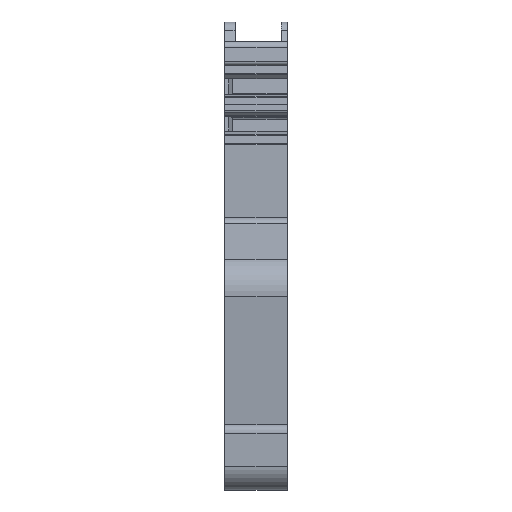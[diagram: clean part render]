
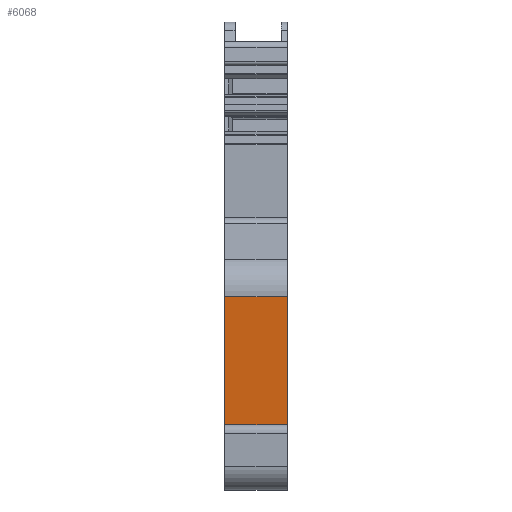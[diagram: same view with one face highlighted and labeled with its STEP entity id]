
A CAD part, front view. The second image highlights one B-rep face of the part: STEP entity #6068.
In plain terms, the highlighted planar face has unit normal (0, -0.995, -0.104).
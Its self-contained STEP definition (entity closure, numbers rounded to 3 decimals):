
#6055=AXIS2_PLACEMENT_3D('Plane Axis2P3D',#6052,#6053,#6054) ;
#2034=CARTESIAN_POINT('Vertex',(0.,2.907,4.854)) ;
#2037=CARTESIAN_POINT('Line Origine',(0.,2.337,10.279)) ;
#2041=CARTESIAN_POINT('Vertex',(0.,1.766,15.705)) ;
#2799=CARTESIAN_POINT('Vertex',(5.1,1.766,15.705)) ;
#2802=CARTESIAN_POINT('Line Origine',(5.1,2.337,10.279)) ;
#2806=CARTESIAN_POINT('Vertex',(5.1,2.907,4.854)) ;
#6037=CARTESIAN_POINT('Line Origine',(2.55,2.907,4.854)) ;
#6052=CARTESIAN_POINT('Axis2P3D Location',(0.,1.766,15.705)) ;
#6057=CARTESIAN_POINT('Line Origine',(2.55,1.766,15.705)) ;
#2038=DIRECTION('Vector Direction',(0.,-0.105,0.995)) ;
#2803=DIRECTION('Vector Direction',(0.,0.105,-0.995)) ;
#6038=DIRECTION('Vector Direction',(1.,0.,0.)) ;
#6053=DIRECTION('Axis2P3D Direction',(0.,-0.995,-0.105)) ;
#6054=DIRECTION('Axis2P3D XDirection',(0.,0.105,-0.995)) ;
#6058=DIRECTION('Vector Direction',(1.,0.,0.)) ;
#2039=VECTOR('Line Direction',#2038,1.) ;
#2804=VECTOR('Line Direction',#2803,1.) ;
#6039=VECTOR('Line Direction',#6038,1.) ;
#6059=VECTOR('Line Direction',#6058,1.) ;
#6063=ORIENTED_EDGE('',*,*,#6061,.F.) ;
#6064=ORIENTED_EDGE('',*,*,#2043,.T.) ;
#6065=ORIENTED_EDGE('',*,*,#6041,.T.) ;
#6066=ORIENTED_EDGE('',*,*,#2808,.F.) ;
#6068=ADVANCED_FACE('ZDU 2.5N',(#6067),#6056,.T.) ;
#2043=EDGE_CURVE('',#2042,#2035,#2040,.F.) ;
#2808=EDGE_CURVE('',#2800,#2807,#2805,.T.) ;
#6041=EDGE_CURVE('',#2035,#2807,#6040,.T.) ;
#6061=EDGE_CURVE('',#2042,#2800,#6060,.T.) ;
#6062=EDGE_LOOP('',(#6063,#6064,#6065,#6066)) ;
#6067=FACE_OUTER_BOUND('',#6062,.T.) ;
#2040=LINE('Line',#2037,#2039) ;
#2805=LINE('Line',#2802,#2804) ;
#6040=LINE('Line',#6037,#6039) ;
#6060=LINE('Line',#6057,#6059) ;
#6056=PLANE('',#6055) ;
#2035=VERTEX_POINT('',#2034) ;
#2042=VERTEX_POINT('',#2041) ;
#2800=VERTEX_POINT('',#2799) ;
#2807=VERTEX_POINT('',#2806) ;
